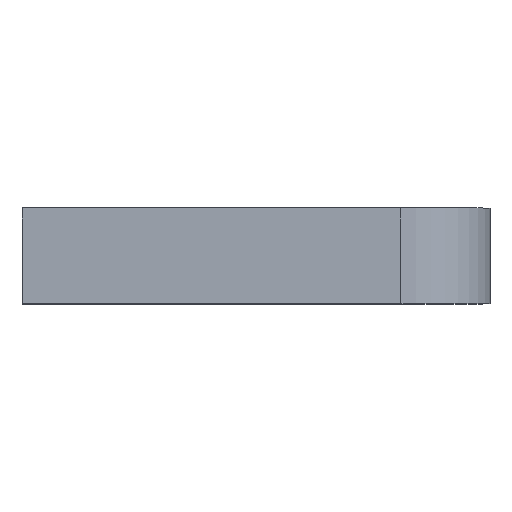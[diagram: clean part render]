
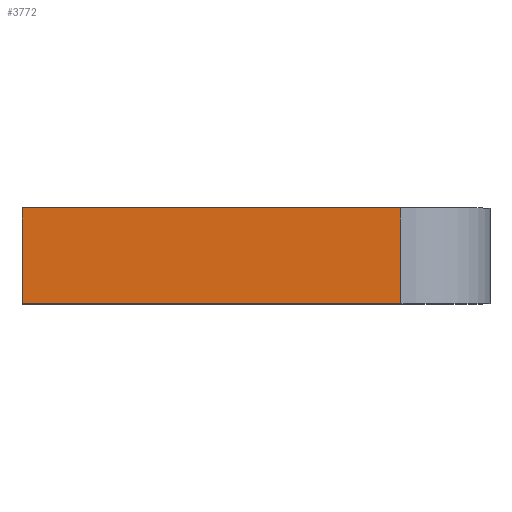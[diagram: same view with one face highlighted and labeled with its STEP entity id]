
A CAD part, top view. The second image highlights one B-rep face of the part: STEP entity #3772.
In plain terms, the highlighted planar face has unit normal (0, 0, 1).
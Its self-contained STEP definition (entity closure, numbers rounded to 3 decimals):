
#245 = PLANE('',#246);
#246 = AXIS2_PLACEMENT_3D('',#247,#248,#249);
#247 = CARTESIAN_POINT('',(0.,0.,0.));
#248 = DIRECTION('',(0.,1.,0.));
#249 = DIRECTION('',(0.,-0.,1.));
#1533 = PLANE('',#1534);
#1534 = AXIS2_PLACEMENT_3D('',#1535,#1536,#1537);
#1535 = CARTESIAN_POINT('',(-166.,10.,-39.));
#1536 = DIRECTION('',(1.,0.,0.));
#1537 = DIRECTION('',(0.,0.,-1.));
#2303 = PLANE('',#2304);
#2304 = AXIS2_PLACEMENT_3D('',#2305,#2306,#2307);
#2305 = CARTESIAN_POINT('',(0.,42.,0.));
#2306 = DIRECTION('',(0.,1.,0.));
#2307 = DIRECTION('',(0.,-0.,1.));
#3177 = VERTEX_POINT('',#3178);
#3178 = CARTESIAN_POINT('',(0.,0.,39.));
#3188 = CYLINDRICAL_SURFACE('',#3189,39.);
#3189 = AXIS2_PLACEMENT_3D('',#3190,#3191,#3192);
#3190 = CARTESIAN_POINT('',(0.,10.,0.));
#3191 = DIRECTION('',(-0.,-1.,-0.));
#3192 = DIRECTION('',(0.,0.,-1.));
#3236 = VERTEX_POINT('',#3237);
#3237 = CARTESIAN_POINT('',(0.,42.,39.));
#3259 = EDGE_CURVE('',#3236,#3177,#3260,.T.);
#3260 = SURFACE_CURVE('',#3261,(#3265,#3272),.PCURVE_S1.);
#3261 = LINE('',#3262,#3263);
#3262 = CARTESIAN_POINT('',(0.,10.,39.));
#3263 = VECTOR('',#3264,1.);
#3264 = DIRECTION('',(-0.,-1.,-0.));
#3265 = PCURVE('',#3188,#3266);
#3266 = DEFINITIONAL_REPRESENTATION('',(#3267),#3271);
#3267 = LINE('',#3268,#3269);
#3268 = CARTESIAN_POINT('',(3.142,0.));
#3269 = VECTOR('',#3270,1.);
#3270 = DIRECTION('',(0.,1.));
#3271 = ( GEOMETRIC_REPRESENTATION_CONTEXT(2) 
PARAMETRIC_REPRESENTATION_CONTEXT() REPRESENTATION_CONTEXT('2D SPACE',''
  ) );
#3272 = PCURVE('',#3273,#3278);
#3273 = PLANE('',#3274);
#3274 = AXIS2_PLACEMENT_3D('',#3275,#3276,#3277);
#3275 = CARTESIAN_POINT('',(-166.,10.,39.));
#3276 = DIRECTION('',(0.,0.,-1.));
#3277 = DIRECTION('',(-1.,0.,0.));
#3278 = DEFINITIONAL_REPRESENTATION('',(#3279),#3283);
#3279 = LINE('',#3280,#3281);
#3280 = CARTESIAN_POINT('',(-166.,0.));
#3281 = VECTOR('',#3282,1.);
#3282 = DIRECTION('',(0.,-1.));
#3283 = ( GEOMETRIC_REPRESENTATION_CONTEXT(2) 
PARAMETRIC_REPRESENTATION_CONTEXT() REPRESENTATION_CONTEXT('2D SPACE',''
  ) );
#3706 = VERTEX_POINT('',#3707);
#3707 = CARTESIAN_POINT('',(-166.,0.,39.));
#3728 = EDGE_CURVE('',#3729,#3706,#3731,.T.);
#3729 = VERTEX_POINT('',#3730);
#3730 = CARTESIAN_POINT('',(-166.,42.,39.));
#3731 = SURFACE_CURVE('',#3732,(#3736,#3743),.PCURVE_S1.);
#3732 = LINE('',#3733,#3734);
#3733 = CARTESIAN_POINT('',(-166.,10.,39.));
#3734 = VECTOR('',#3735,1.);
#3735 = DIRECTION('',(-0.,-1.,-0.));
#3736 = PCURVE('',#1533,#3737);
#3737 = DEFINITIONAL_REPRESENTATION('',(#3738),#3742);
#3738 = LINE('',#3739,#3740);
#3739 = CARTESIAN_POINT('',(-78.,0.));
#3740 = VECTOR('',#3741,1.);
#3741 = DIRECTION('',(0.,-1.));
#3742 = ( GEOMETRIC_REPRESENTATION_CONTEXT(2) 
PARAMETRIC_REPRESENTATION_CONTEXT() REPRESENTATION_CONTEXT('2D SPACE',''
  ) );
#3743 = PCURVE('',#3273,#3744);
#3744 = DEFINITIONAL_REPRESENTATION('',(#3745),#3749);
#3745 = LINE('',#3746,#3747);
#3746 = CARTESIAN_POINT('',(0.,0.));
#3747 = VECTOR('',#3748,1.);
#3748 = DIRECTION('',(0.,-1.));
#3749 = ( GEOMETRIC_REPRESENTATION_CONTEXT(2) 
PARAMETRIC_REPRESENTATION_CONTEXT() REPRESENTATION_CONTEXT('2D SPACE',''
  ) );
#3772 = ADVANCED_FACE('',(#3773),#3273,.F.);
#3773 = FACE_BOUND('',#3774,.T.);
#3774 = EDGE_LOOP('',(#3775,#3796,#3797,#3818));
#3775 = ORIENTED_EDGE('',*,*,#3776,.T.);
#3776 = EDGE_CURVE('',#3706,#3177,#3777,.T.);
#3777 = SURFACE_CURVE('',#3778,(#3782,#3789),.PCURVE_S1.);
#3778 = LINE('',#3779,#3780);
#3779 = CARTESIAN_POINT('',(-166.,0.,39.));
#3780 = VECTOR('',#3781,1.);
#3781 = DIRECTION('',(1.,0.,0.));
#3782 = PCURVE('',#3273,#3783);
#3783 = DEFINITIONAL_REPRESENTATION('',(#3784),#3788);
#3784 = LINE('',#3785,#3786);
#3785 = CARTESIAN_POINT('',(-0.,-10.));
#3786 = VECTOR('',#3787,1.);
#3787 = DIRECTION('',(-1.,0.));
#3788 = ( GEOMETRIC_REPRESENTATION_CONTEXT(2) 
PARAMETRIC_REPRESENTATION_CONTEXT() REPRESENTATION_CONTEXT('2D SPACE',''
  ) );
#3789 = PCURVE('',#245,#3790);
#3790 = DEFINITIONAL_REPRESENTATION('',(#3791),#3795);
#3791 = LINE('',#3792,#3793);
#3792 = CARTESIAN_POINT('',(39.,-166.));
#3793 = VECTOR('',#3794,1.);
#3794 = DIRECTION('',(0.,1.));
#3795 = ( GEOMETRIC_REPRESENTATION_CONTEXT(2) 
PARAMETRIC_REPRESENTATION_CONTEXT() REPRESENTATION_CONTEXT('2D SPACE',''
  ) );
#3796 = ORIENTED_EDGE('',*,*,#3259,.F.);
#3797 = ORIENTED_EDGE('',*,*,#3798,.F.);
#3798 = EDGE_CURVE('',#3729,#3236,#3799,.T.);
#3799 = SURFACE_CURVE('',#3800,(#3804,#3811),.PCURVE_S1.);
#3800 = LINE('',#3801,#3802);
#3801 = CARTESIAN_POINT('',(-166.,42.,39.));
#3802 = VECTOR('',#3803,1.);
#3803 = DIRECTION('',(1.,0.,0.));
#3804 = PCURVE('',#3273,#3805);
#3805 = DEFINITIONAL_REPRESENTATION('',(#3806),#3810);
#3806 = LINE('',#3807,#3808);
#3807 = CARTESIAN_POINT('',(0.,32.));
#3808 = VECTOR('',#3809,1.);
#3809 = DIRECTION('',(-1.,0.));
#3810 = ( GEOMETRIC_REPRESENTATION_CONTEXT(2) 
PARAMETRIC_REPRESENTATION_CONTEXT() REPRESENTATION_CONTEXT('2D SPACE',''
  ) );
#3811 = PCURVE('',#2303,#3812);
#3812 = DEFINITIONAL_REPRESENTATION('',(#3813),#3817);
#3813 = LINE('',#3814,#3815);
#3814 = CARTESIAN_POINT('',(39.,-166.));
#3815 = VECTOR('',#3816,1.);
#3816 = DIRECTION('',(0.,1.));
#3817 = ( GEOMETRIC_REPRESENTATION_CONTEXT(2) 
PARAMETRIC_REPRESENTATION_CONTEXT() REPRESENTATION_CONTEXT('2D SPACE',''
  ) );
#3818 = ORIENTED_EDGE('',*,*,#3728,.T.);
